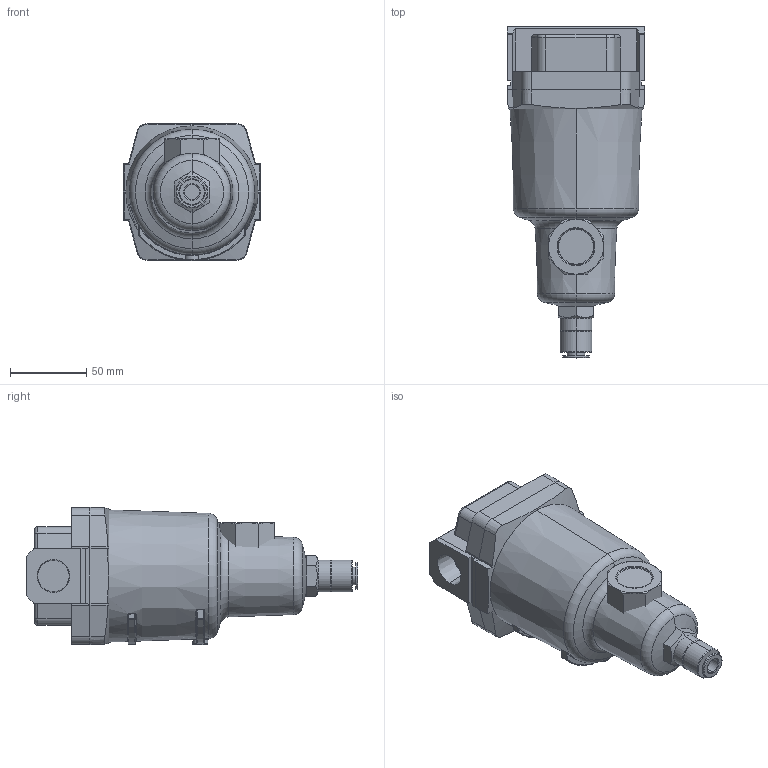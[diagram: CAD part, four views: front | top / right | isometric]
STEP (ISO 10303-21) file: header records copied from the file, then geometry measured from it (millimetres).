
FILE_DESCRIPTION (( 'STEP AP214' ), '1' );
FILE_NAME ('AMG350C-F04D.step.step', '2012-06-13T14:32:23', ( 'SysAdmin' ), ( 'SolidWorks' ), 'SwSTEP 2.0', 'SolidWorks 2012', '' );
FILE_SCHEMA (( 'AUTOMOTIVE_DESIGN' ));
Length unit declared in the file: millimetre
Products named in the file (3): AMG350C-F04D.step_Drain_D; AMG350C-F04D.step; AMG350C-F04D.step_150C_550C Body_350
Assembly tree (2 placements, depth 2):
  AMG350C-F04D.step
    AMG350C-F04D.step_Drain_D
    AMG350C-F04D.step_150C_550C Body_350
Bounding box: 90 x 218 x 90 mm (x, y, z)
Volume: 863348.8 mm3; surface area: 71770.8 mm2
Topology: 3 solids, 3 shells, 325 faces, 776 edges, 468 vertices
Faces by surface type: plane 142, cylinder 76, cone 46, torus 37, bspline 16, sphere 8
Entity records: 10589 total; most frequent: CARTESIAN_POINT 2942, DIRECTION 1549, ORIENTED_EDGE 1528, EDGE_CURVE 764, AXIS2_PLACEMENT_3D 577, VERTEX_POINT 468, LINE 395, VECTOR 395
